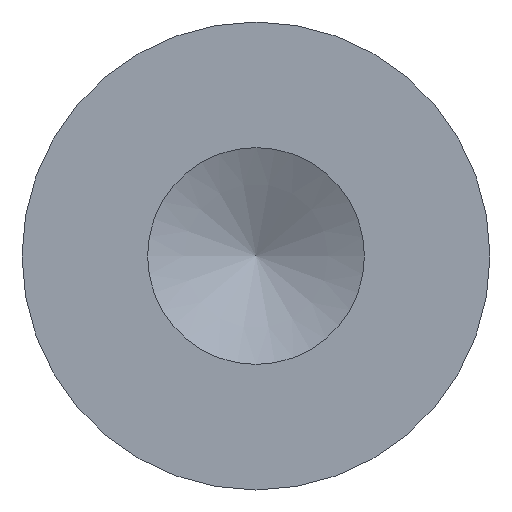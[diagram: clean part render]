
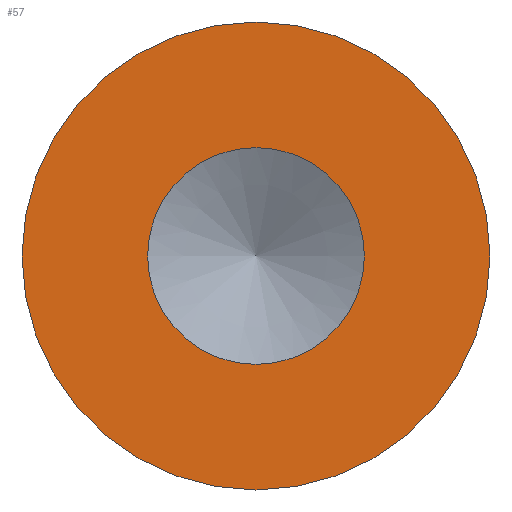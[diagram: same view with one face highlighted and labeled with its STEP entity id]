
A CAD part, front view. The second image highlights one B-rep face of the part: STEP entity #57.
In plain terms, the highlighted planar face has unit normal (0, -1, 0).
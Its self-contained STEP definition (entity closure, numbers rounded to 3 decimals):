
#57=ADVANCED_FACE('',(#78,#79),#74,.F.);
#74=PLANE('',#229);
#78=FACE_BOUND('',#112,.T.);
#79=FACE_BOUND('',#113,.T.);
#112=EDGE_LOOP('',(#144));
#113=EDGE_LOOP('',(#145));
#144=ORIENTED_EDGE('',*,*,#194,.T.);
#145=ORIENTED_EDGE('',*,*,#195,.T.);
#176=VERTEX_POINT('',#330);
#177=VERTEX_POINT('',#332);
#194=EDGE_CURVE('',#176,#176,#210,.T.);
#195=EDGE_CURVE('',#177,#177,#211,.T.);
#210=CIRCLE('',#227,2.05);
#211=CIRCLE('',#228,0.95);
#227=AXIS2_PLACEMENT_3D('',#329,#262,#263);
#228=AXIS2_PLACEMENT_3D('',#331,#264,#265);
#229=AXIS2_PLACEMENT_3D('',#333,#266,#267);
#262=DIRECTION('',(0.,-1.,0.));
#263=DIRECTION('',(1.,0.,0.));
#264=DIRECTION('',(0.,1.,0.));
#265=DIRECTION('',(-1.,0.,0.));
#266=DIRECTION('',(0.,1.,0.));
#267=DIRECTION('',(-1.,0.,0.));
#329=CARTESIAN_POINT('',(-30.,-11.2,0.));
#330=CARTESIAN_POINT('',(-27.95,-11.2,0.));
#331=CARTESIAN_POINT('',(-30.,-11.2,0.));
#332=CARTESIAN_POINT('',(-30.95,-11.2,0.));
#333=CARTESIAN_POINT('',(-27.95,-11.2,0.));
